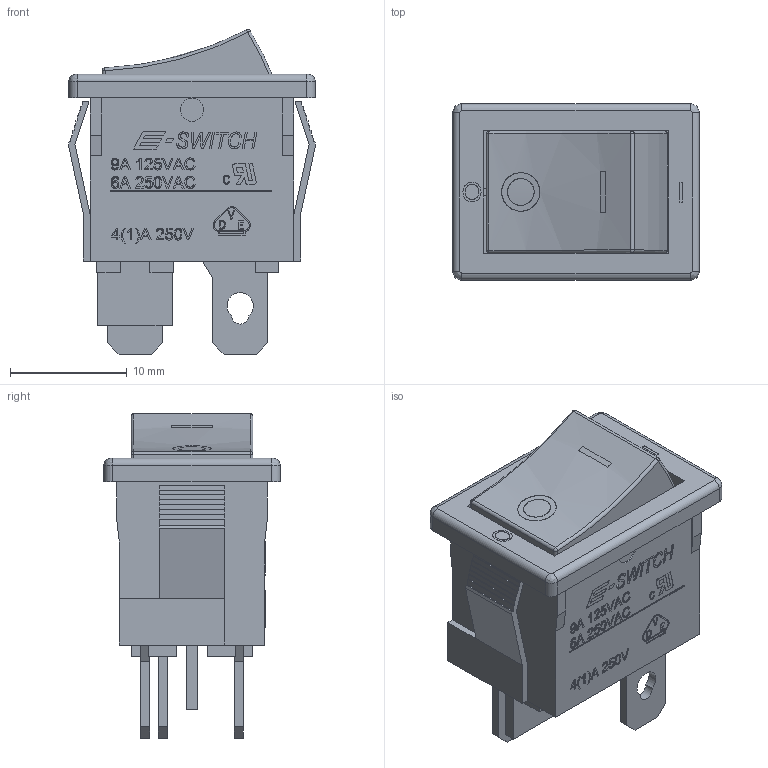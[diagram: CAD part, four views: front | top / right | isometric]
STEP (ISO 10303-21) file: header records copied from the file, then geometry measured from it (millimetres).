
FILE_DESCRIPTION(/* description */ (''),/* implementation_level */ '2;1');
FILE_NAME(/* name */ 'R1973AxxxxILGFx.stp',/* time_stamp */ '2025-05-29T17:01:47-05:00',/* author */ ('mroman'),/* organization */ (''),/* preprocessor_version */ 'ST-DEVELOPER v18.1',/* originating_system */ 'Autodesk Inventor 2022',/* authorisation */ '');
FILE_SCHEMA (('AUTOMOTIVE_DESIGN { 1 0 10303 214 3 1 1 }'));
Length unit declared in the file: centimetre
Products named in the file (1): R1973AxxxxILGFx
Bounding box: 21.2 x 15.1 x 27.83 mm (x, y, z)
Volume: 2123.1 mm3; surface area: 4694.2 mm2
Topology: 1 solids, 1 shells, 917 faces, 2492 edges, 1642 vertices
Faces by surface type: plane 582, bspline 280, cylinder 45, torus 6, sphere 4
Full cylindrical faces by diameter (mm): 2 x4
Entity records: 31757 total; most frequent: CARTESIAN_POINT 10364, ORIENTED_EDGE 4984, DIRECTION 3320, EDGE_CURVE 2492, LINE 1828, VECTOR 1828, VERTEX_POINT 1642, EDGE_LOOP 1010
